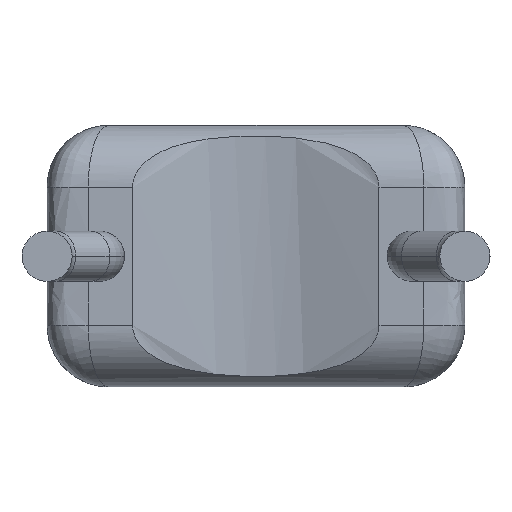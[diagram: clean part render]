
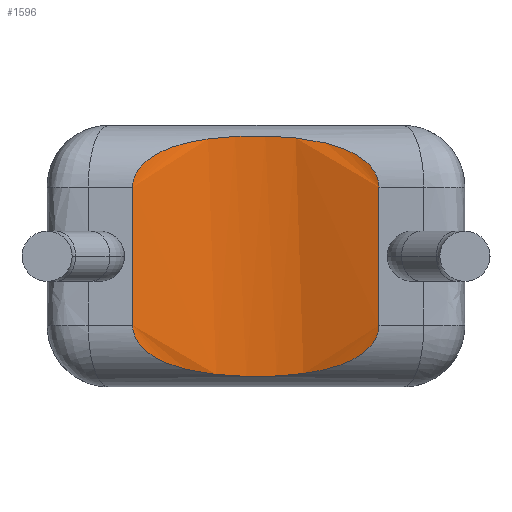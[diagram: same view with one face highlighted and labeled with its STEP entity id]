
A CAD part, front view. The second image highlights one B-rep face of the part: STEP entity #1596.
In plain terms, the highlighted free-form (B-spline) face has degree [2, 1] with [3, 2] control points.
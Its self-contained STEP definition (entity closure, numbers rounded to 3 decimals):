
#43 = CARTESIAN_POINT ( 'NONE',  ( 4.007, 0.012, 2.579 ) ) ;
#68 = CARTESIAN_POINT ( 'NONE',  ( 2.39, 0.332, 3.053 ) ) ;
#94 = CARTESIAN_POINT ( 'NONE',  ( 1.945, 0.283, 3.017 ) ) ;
#117 = CARTESIAN_POINT ( 'NONE',  ( 3.87, 0.069, 2.749 ) ) ;
#249 = LINE ( 'NONE', #6712, #2915 ) ;
#260 = CARTESIAN_POINT ( 'NONE',  ( 3.555, 0.182, 0.258 ) ) ;
#280 = CARTESIAN_POINT ( 'NONE',  ( 1.8, 0.254, 0.185 ) ) ;
#556 = EDGE_CURVE ( 'NONE', #6606, #5003, #1373, .T. ) ;
#603 = CARTESIAN_POINT ( 'NONE',  ( 4.035, 0., 2.506 ) ) ;
#652 = CARTESIAN_POINT ( 'NONE',  ( 2.834, 0.322, 3.046 ) ) ;
#765 = CARTESIAN_POINT ( 'NONE',  ( 3.692, 0.137, 0.308 ) ) ;
#819 = CARTESIAN_POINT ( 'NONE',  ( 3.924, 0.048, 0.479 ) ) ;
#977 = VERTEX_POINT ( 'NONE', #1622 ) ;
#1044 = CARTESIAN_POINT ( 'NONE',  ( 4.035, 0., 3.08 ) ) ;
#1063 = CARTESIAN_POINT ( 'NONE',  ( 4.035, 0., 0.1 ) ) ;
#1333 = CARTESIAN_POINT ( 'NONE',  ( 4.008, 0.012, 0.601 ) ) ;
#1373 = B_SPLINE_CURVE_WITH_KNOTS ( 'NONE', 3,
 ( #2095, #4251, #5286, #5221, #6383, #2650, #2059, #5750, #94, #6476, #68, #1696, #652, #3774, #2181, #1675, #3244, #117, #3826, #43, #603, #4309 ),
 .UNSPECIFIED., .F., .F.,
 ( 4, 2, 2, 2, 2, 2, 2, 2, 2, 2, 4 ),
 ( 0., 0., 0., 0.001, 0.001, 0.002, 0.002, 0.003, 0.003, 0.003, 0.004 ),
 .UNSPECIFIED. ) ;
#1399 = CARTESIAN_POINT ( 'NONE',  ( 2.686, 0.332, 0.127 ) ) ;
#1461 = CARTESIAN_POINT ( 'NONE',  ( 1.04, 0., 2.43 ) ) ;
#1506 = VECTOR ( 'NONE', #6240, 1000. ) ;
#1596 = ADVANCED_FACE ( 'NONE', ( #4880 ), #2111, .T. ) ;
#1622 = CARTESIAN_POINT ( 'NONE',  ( 1.04, 0., 0.75 ) ) ;
#1675 = CARTESIAN_POINT ( 'NONE',  ( 3.556, 0.181, 2.922 ) ) ;
#1696 = CARTESIAN_POINT ( 'NONE',  ( 2.686, 0.332, 3.053 ) ) ;
#1853 = CARTESIAN_POINT ( 'NONE',  ( 1.946, 0.283, 0.162 ) ) ;
#2059 = CARTESIAN_POINT ( 'NONE',  ( 1.52, 0.182, 2.922 ) ) ;
#2095 = CARTESIAN_POINT ( 'NONE',  ( 1.04, 0., 2.43 ) ) ;
#2097 = CARTESIAN_POINT ( 'NONE',  ( 1.04, 0., 3.08 ) ) ;
#2111 = B_SPLINE_SURFACE_WITH_KNOTS ( 'NONE', 2, 1, ( 
 ( #1044, #1063 ),
 ( #5818, #5260 ),
 ( #2097, #5288 ) ),
 .UNSPECIFIED., .F., .F., .F.,
 ( 3, 3 ),
 ( 2, 2 ),
 ( 0., 1. ),
 ( 0., 1. ),
 .UNSPECIFIED. ) ;
#2181 = CARTESIAN_POINT ( 'NONE',  ( 3.275, 0.254, 2.995 ) ) ;
#2391 = CARTESIAN_POINT ( 'NONE',  ( 1.04, 0., 0.674 ) ) ;
#2456 = CARTESIAN_POINT ( 'NONE',  ( 1.15, 0.047, 0.48 ) ) ;
#2578 = LINE ( 'NONE', #5215, #1506 ) ;
#2643 = B_SPLINE_CURVE_WITH_KNOTS ( 'NONE', 3,
 ( #3468, #3953, #1333, #819, #3438, #765, #260, #6619, #5015, #5077, #1399, #4517, #6664, #1853, #280, #6713, #4492, #5540, #2456, #3978, #2391, #5104 ),
 .UNSPECIFIED., .F., .F.,
 ( 4, 2, 2, 2, 2, 2, 2, 2, 2, 2, 4 ),
 ( 0., 0., 0., 0.001, 0.001, 0.002, 0.002, 0.003, 0.003, 0.003, 0.004 ),
 .UNSPECIFIED. ) ;
#2650 = CARTESIAN_POINT ( 'NONE',  ( 1.383, 0.137, 2.872 ) ) ;
#2915 = VECTOR ( 'NONE', #5676, 1000. ) ;
#2942 = CARTESIAN_POINT ( 'NONE',  ( 4.035, 0., 2.43 ) ) ;
#3244 = CARTESIAN_POINT ( 'NONE',  ( 3.693, 0.137, 2.871 ) ) ;
#3268 = ORIENTED_EDGE ( 'NONE', *, *, #4917, .F. ) ;
#3438 = CARTESIAN_POINT ( 'NONE',  ( 3.87, 0.07, 0.431 ) ) ;
#3468 = CARTESIAN_POINT ( 'NONE',  ( 4.035, 0., 0.75 ) ) ;
#3514 = VERTEX_POINT ( 'NONE', #4288 ) ;
#3774 = CARTESIAN_POINT ( 'NONE',  ( 3.129, 0.283, 3.018 ) ) ;
#3826 = CARTESIAN_POINT ( 'NONE',  ( 3.925, 0.047, 2.7 ) ) ;
#3953 = CARTESIAN_POINT ( 'NONE',  ( 4.035, 0., 0.674 ) ) ;
#3978 = CARTESIAN_POINT ( 'NONE',  ( 1.068, 0.012, 0.601 ) ) ;
#4118 = EDGE_CURVE ( 'NONE', #3514, #977, #2643, .T. ) ;
#4120 = ORIENTED_EDGE ( 'NONE', *, *, #556, .F. ) ;
#4251 = CARTESIAN_POINT ( 'NONE',  ( 1.04, 0., 2.506 ) ) ;
#4288 = CARTESIAN_POINT ( 'NONE',  ( 4.035, 0., 0.75 ) ) ;
#4309 = CARTESIAN_POINT ( 'NONE',  ( 4.035, 0., 2.43 ) ) ;
#4492 = CARTESIAN_POINT ( 'NONE',  ( 1.383, 0.137, 0.309 ) ) ;
#4497 = ORIENTED_EDGE ( 'NONE', *, *, #4118, .F. ) ;
#4500 = EDGE_CURVE ( 'NONE', #6606, #977, #2578, .T. ) ;
#4517 = CARTESIAN_POINT ( 'NONE',  ( 2.389, 0.332, 0.127 ) ) ;
#4880 = FACE_OUTER_BOUND ( 'NONE', #5028, .T. ) ;
#4917 = EDGE_CURVE ( 'NONE', #5003, #3514, #249, .T. ) ;
#5003 = VERTEX_POINT ( 'NONE', #2942 ) ;
#5015 = CARTESIAN_POINT ( 'NONE',  ( 3.13, 0.283, 0.162 ) ) ;
#5028 = EDGE_LOOP ( 'NONE', ( #3268, #4120, #6199, #4497 ) ) ;
#5077 = CARTESIAN_POINT ( 'NONE',  ( 2.834, 0.322, 0.134 ) ) ;
#5104 = CARTESIAN_POINT ( 'NONE',  ( 1.04, 0., 0.75 ) ) ;
#5215 = CARTESIAN_POINT ( 'NONE',  ( 1.04, 0., 10. ) ) ;
#5221 = CARTESIAN_POINT ( 'NONE',  ( 1.151, 0.048, 2.701 ) ) ;
#5260 = CARTESIAN_POINT ( 'NONE',  ( 2.538, 0.664, 0.1 ) ) ;
#5286 = CARTESIAN_POINT ( 'NONE',  ( 1.067, 0.012, 2.579 ) ) ;
#5288 = CARTESIAN_POINT ( 'NONE',  ( 1.04, 0., 0.1 ) ) ;
#5540 = CARTESIAN_POINT ( 'NONE',  ( 1.205, 0.069, 0.431 ) ) ;
#5676 = DIRECTION ( 'NONE',  ( 0., 0., -1. ) ) ;
#5750 = CARTESIAN_POINT ( 'NONE',  ( 1.8, 0.254, 2.995 ) ) ;
#5818 = CARTESIAN_POINT ( 'NONE',  ( 2.538, 0.664, 3.08 ) ) ;
#6199 = ORIENTED_EDGE ( 'NONE', *, *, #4500, .T. ) ;
#6240 = DIRECTION ( 'NONE',  ( 0., 0., -1. ) ) ;
#6383 = CARTESIAN_POINT ( 'NONE',  ( 1.206, 0.07, 2.749 ) ) ;
#6476 = CARTESIAN_POINT ( 'NONE',  ( 2.241, 0.322, 3.046 ) ) ;
#6606 = VERTEX_POINT ( 'NONE', #1461 ) ;
#6619 = CARTESIAN_POINT ( 'NONE',  ( 3.275, 0.254, 0.185 ) ) ;
#6664 = CARTESIAN_POINT ( 'NONE',  ( 2.241, 0.322, 0.134 ) ) ;
#6712 = CARTESIAN_POINT ( 'NONE',  ( 4.035, 0., 10. ) ) ;
#6713 = CARTESIAN_POINT ( 'NONE',  ( 1.519, 0.181, 0.258 ) ) ;
